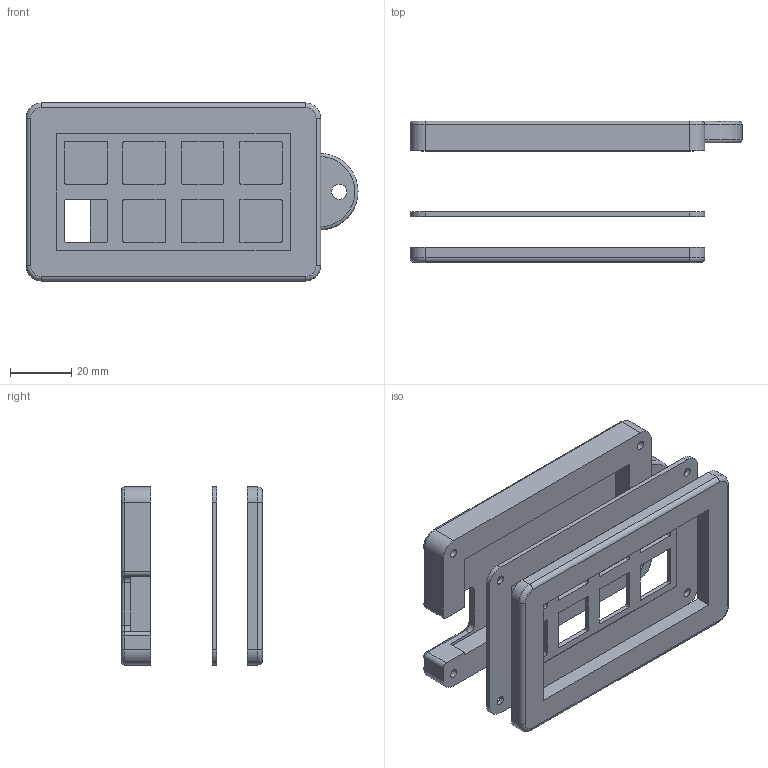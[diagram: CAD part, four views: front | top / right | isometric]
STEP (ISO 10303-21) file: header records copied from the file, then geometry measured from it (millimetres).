
FILE_DESCRIPTION(/* description */ (''),/* implementation_level */ '2;1');
FILE_NAME(/* name */ 'pcb_start v3.step',/* time_stamp */ '2024-10-20T23:48:57-07:00',/* author */ (''),/* organization */ (''),/* preprocessor_version */ 'ST-DEVELOPER v20',/* originating_system */ 'Autodesk Translation Framework v13.20.0.188',/* authorisation */ '');
FILE_SCHEMA (('AUTOMOTIVE_DESIGN { 1 0 10303 214 3 1 1 }'));
Length unit declared in the file: millimetre
Products named in the file (1): pcb_start
Bounding box: 108.5 x 46.1 x 58.2 mm (x, y, z)
Volume: 52324 mm3; surface area: 33261.7 mm2
Topology: 4 solids, 4 shells, 203 faces, 537 edges, 347 vertices
Faces by surface type: plane 113, cylinder 74, torus 12, bspline 4
Full cylindrical faces by diameter (mm): 2 x2, 2.9 x9, 5 x1
Entity records: 6512 total; most frequent: CARTESIAN_POINT 1262, DIRECTION 1088, ORIENTED_EDGE 1074, EDGE_CURVE 537, LINE 370, VECTOR 370, AXIS2_PLACEMENT_3D 359, VERTEX_POINT 347
